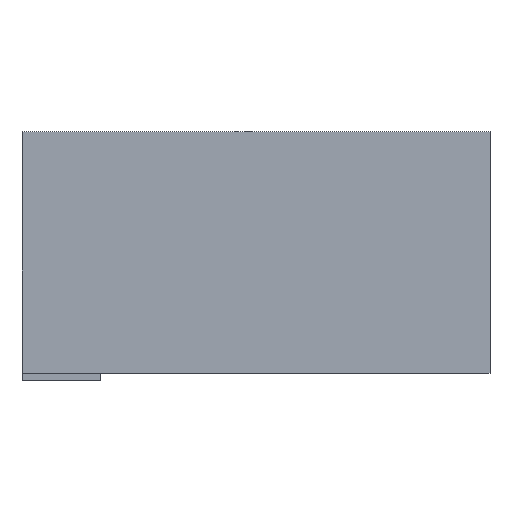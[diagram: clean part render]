
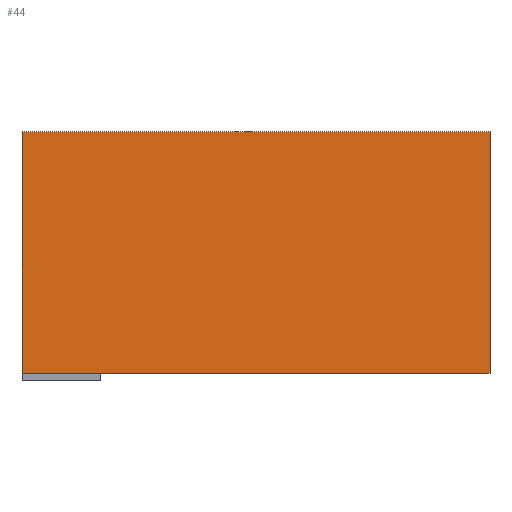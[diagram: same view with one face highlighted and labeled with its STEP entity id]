
A CAD part, top view. The second image highlights one B-rep face of the part: STEP entity #44.
In plain terms, the highlighted planar face has unit normal (0, 0, 1).
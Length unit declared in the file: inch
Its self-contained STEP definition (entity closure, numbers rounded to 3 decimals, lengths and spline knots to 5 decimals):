
#19 = CARTESIAN_POINT ( 'NONE',  ( -2.94991, 1.63735, 0.25 ) ) ;
#23 = CARTESIAN_POINT ( 'NONE',  ( 3.65558, -1.7754, 0.25 ) ) ;
#36 = EDGE_CURVE ( 'NONE', #208, #240, #101, .T. ) ;
#40 = CARTESIAN_POINT ( 'NONE',  ( -2.94991, -1.7754, 0.25 ) ) ;
#44 = ADVANCED_FACE ( 'NONE', ( #130 ), #167, .T. ) ;
#45 = CARTESIAN_POINT ( 'NONE',  ( -2.94991, 1.63735, 0.25 ) ) ;
#47 = DIRECTION ( 'NONE',  ( 0., 0., 1. ) ) ;
#56 = ORIENTED_EDGE ( 'NONE', *, *, #36, .T. ) ;
#72 = CARTESIAN_POINT ( 'NONE',  ( 3.65558, 1.63735, 0.25 ) ) ;
#101 = LINE ( 'NONE', #219, #225 ) ;
#102 = EDGE_CURVE ( 'NONE', #117, #208, #321, .T. ) ;
#117 = VERTEX_POINT ( 'NONE', #23 ) ;
#125 = VERTEX_POINT ( 'NONE', #301 ) ;
#126 = ORIENTED_EDGE ( 'NONE', *, *, #102, .T. ) ;
#130 = FACE_OUTER_BOUND ( 'NONE', #335, .T. ) ;
#136 = ORIENTED_EDGE ( 'NONE', *, *, #259, .T. ) ;
#141 = DIRECTION ( 'NONE',  ( 1., 0., 0. ) ) ;
#144 = VECTOR ( 'NONE', #238, 39.37008 ) ;
#147 = ORIENTED_EDGE ( 'NONE', *, *, #338, .T. ) ;
#167 = PLANE ( 'NONE',  #339 ) ;
#188 = CARTESIAN_POINT ( 'NONE',  ( 3.65558, 1.63735, 0.25 ) ) ;
#208 = VERTEX_POINT ( 'NONE', #188 ) ;
#219 = CARTESIAN_POINT ( 'NONE',  ( -2.94991, 1.63735, 0.25 ) ) ;
#223 = LINE ( 'NONE', #45, #144 ) ;
#225 = VECTOR ( 'NONE', #331, 39.37008 ) ;
#227 = VECTOR ( 'NONE', #250, 39.37008 ) ;
#230 = LINE ( 'NONE', #40, #313 ) ;
#238 = DIRECTION ( 'NONE',  ( 0., -1., 0. ) ) ;
#240 = VERTEX_POINT ( 'NONE', #19 ) ;
#245 = CARTESIAN_POINT ( 'NONE',  ( 0., 0., 0.25 ) ) ;
#250 = DIRECTION ( 'NONE',  ( 0., 1., 0. ) ) ;
#259 = EDGE_CURVE ( 'NONE', #125, #117, #230, .T. ) ;
#301 = CARTESIAN_POINT ( 'NONE',  ( -2.94991, -1.7754, 0.25 ) ) ;
#313 = VECTOR ( 'NONE', #326, 39.37008 ) ;
#321 = LINE ( 'NONE', #72, #227 ) ;
#326 = DIRECTION ( 'NONE',  ( 1., 0., 0. ) ) ;
#331 = DIRECTION ( 'NONE',  ( -1., 0., 0. ) ) ;
#335 = EDGE_LOOP ( 'NONE', ( #147, #136, #126, #56 ) ) ;
#338 = EDGE_CURVE ( 'NONE', #240, #125, #223, .T. ) ;
#339 = AXIS2_PLACEMENT_3D ( 'NONE', #245, #47, #141 ) ;
